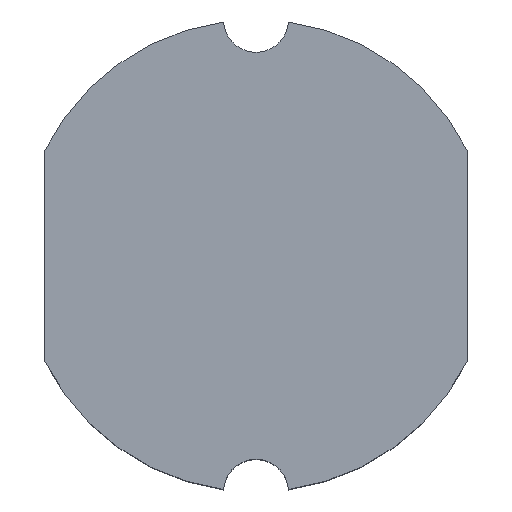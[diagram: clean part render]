
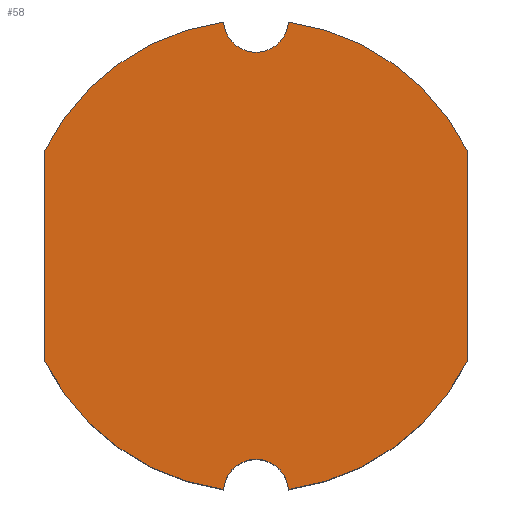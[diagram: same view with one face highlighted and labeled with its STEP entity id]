
A CAD part, top view. The second image highlights one B-rep face of the part: STEP entity #58.
In plain terms, the highlighted planar face has unit normal (0, 0, 1).
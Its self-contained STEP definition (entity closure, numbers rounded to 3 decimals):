
#58=ADVANCED_FACE('',(#301),#303,.T.);
#301=FACE_BOUND('',#302,.T.);
#302=EDGE_LOOP('',(#492,#493,#494,#495,#496,#497,#498,#499));
#303=PLANE('',#304);
#304=AXIS2_PLACEMENT_3D('',#305,#306,#307);
#305=CARTESIAN_POINT('',(0.,0.,3.));
#306=DIRECTION('',(0.,0.,1.));
#307=DIRECTION('',(1.,0.,0.));
#492=ORIENTED_EDGE('',*,*,#632,.T.);
#493=ORIENTED_EDGE('',*,*,#633,.T.);
#494=ORIENTED_EDGE('',*,*,#634,.T.);
#495=ORIENTED_EDGE('',*,*,#635,.T.);
#496=ORIENTED_EDGE('',*,*,#636,.T.);
#497=ORIENTED_EDGE('',*,*,#637,.T.);
#498=ORIENTED_EDGE('',*,*,#638,.T.);
#499=ORIENTED_EDGE('',*,*,#639,.T.);
#632=EDGE_CURVE('',#702,#703,#704,.F.);
#633=EDGE_CURVE('',#703,#705,#706,.T.);
#634=EDGE_CURVE('',#705,#707,#708,.T.);
#635=EDGE_CURVE('',#707,#709,#710,.T.);
#636=EDGE_CURVE('',#709,#711,#712,.F.);
#637=EDGE_CURVE('',#711,#713,#714,.T.);
#638=EDGE_CURVE('',#713,#715,#716,.T.);
#639=EDGE_CURVE('',#715,#702,#717,.T.);
#702=VERTEX_POINT('',#818);
#703=VERTEX_POINT('',#819);
#704=CIRCLE('',#820,0.4);
#705=VERTEX_POINT('',#824);
#706=CIRCLE('',#825,2.9);
#707=VERTEX_POINT('',#829);
#708=LINE('',#830,#831);
#709=VERTEX_POINT('',#833);
#710=CIRCLE('',#834,2.9);
#711=VERTEX_POINT('',#838);
#712=CIRCLE('',#839,0.4);
#713=VERTEX_POINT('',#843);
#714=CIRCLE('',#844,2.9);
#715=VERTEX_POINT('',#848);
#716=LINE('',#849,#850);
#717=CIRCLE('',#852,2.9);
#818=CARTESIAN_POINT('',(0.399,2.872,3.));
#819=CARTESIAN_POINT('',(-0.399,2.872,3.));
#820=AXIS2_PLACEMENT_3D('',#821,#822,#823);
#821=CARTESIAN_POINT('',(0.,2.9,3.));
#822=DIRECTION('',(0.,0.,1.));
#823=DIRECTION('',(-0.998,-0.069,0.));
#824=CARTESIAN_POINT('',(-2.6,1.285,3.));
#825=AXIS2_PLACEMENT_3D('',#826,#827,#828);
#826=CARTESIAN_POINT('',(0.,0.,3.));
#827=DIRECTION('',(0.,0.,1.));
#828=DIRECTION('',(-0.138,0.99,0.));
#829=CARTESIAN_POINT('',(-2.6,-1.285,3.));
#830=CARTESIAN_POINT('',(-2.6,1.285,3.));
#831=VECTOR('',#832,1.);
#832=DIRECTION('',(0.,-1.,0.));
#833=CARTESIAN_POINT('',(-0.399,-2.872,3.));
#834=AXIS2_PLACEMENT_3D('',#835,#836,#837);
#835=CARTESIAN_POINT('',(0.,0.,3.));
#836=DIRECTION('',(0.,0.,1.));
#837=DIRECTION('',(-0.897,-0.443,0.));
#838=CARTESIAN_POINT('',(0.399,-2.872,3.));
#839=AXIS2_PLACEMENT_3D('',#840,#841,#842);
#840=CARTESIAN_POINT('',(0.,-2.9,3.));
#841=DIRECTION('',(0.,0.,1.));
#842=DIRECTION('',(0.998,0.069,0.));
#843=CARTESIAN_POINT('',(2.6,-1.285,3.));
#844=AXIS2_PLACEMENT_3D('',#845,#846,#847);
#845=CARTESIAN_POINT('',(0.,0.,3.));
#846=DIRECTION('',(0.,0.,1.));
#847=DIRECTION('',(0.138,-0.99,0.));
#848=CARTESIAN_POINT('',(2.6,1.285,3.));
#849=CARTESIAN_POINT('',(2.6,-1.285,3.));
#850=VECTOR('',#851,1.);
#851=DIRECTION('',(0.,1.,0.));
#852=AXIS2_PLACEMENT_3D('',#853,#854,#855);
#853=CARTESIAN_POINT('',(0.,0.,3.));
#854=DIRECTION('',(0.,0.,1.));
#855=DIRECTION('',(0.897,0.443,0.));
